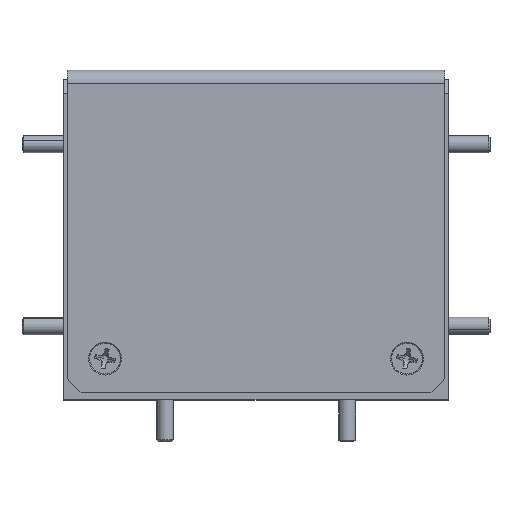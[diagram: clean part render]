
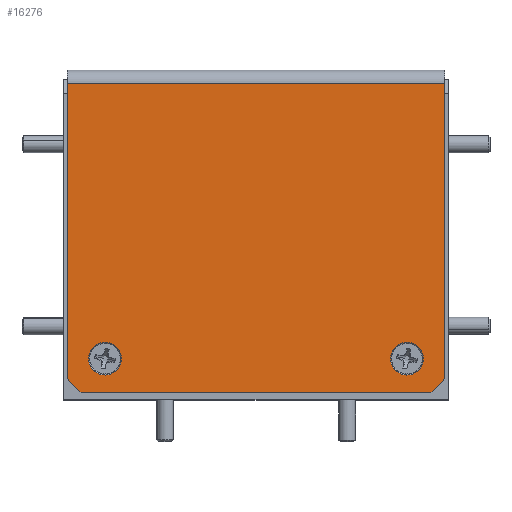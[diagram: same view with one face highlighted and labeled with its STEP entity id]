
A CAD part, top view. The second image highlights one B-rep face of the part: STEP entity #16276.
In plain terms, the highlighted planar face has unit normal (0, 0, 1).
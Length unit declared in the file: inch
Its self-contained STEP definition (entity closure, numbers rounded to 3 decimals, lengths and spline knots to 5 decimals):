
#131 = DIRECTION ( 'NONE',  ( 0., 0., 1. ) ) ;
#265 = AXIS2_PLACEMENT_3D ( 'NONE', #1851, #24312, #4008 ) ;
#419 = DIRECTION ( 'NONE',  ( 0., 0., 1. ) ) ;
#960 = CIRCLE ( 'NONE', #7055, 0.0595 ) ;
#977 = ORIENTED_EDGE ( 'NONE', *, *, #20315, .F. ) ;
#1388 = ORIENTED_EDGE ( 'NONE', *, *, #19791, .T. ) ;
#1561 = VECTOR ( 'NONE', #23277, 39.37008 ) ;
#1687 = AXIS2_PLACEMENT_3D ( 'NONE', #24610, #22731, #8108 ) ;
#1851 = CARTESIAN_POINT ( 'NONE',  ( 0.55, -0.43368, 1.165 ) ) ;
#2116 = DIRECTION ( 'NONE',  ( -1., 0., 0. ) ) ;
#2360 = DIRECTION ( 'NONE',  ( -1., 0., 0. ) ) ;
#2553 = VECTOR ( 'NONE', #2116, 39.37008 ) ;
#2874 = FACE_OUTER_BOUND ( 'NONE', #8872, .T. ) ;
#2998 = DIRECTION ( 'NONE',  ( 0.707, -0.707, 0. ) ) ;
#3375 = VERTEX_POINT ( 'NONE', #11938 ) ;
#3566 = EDGE_CURVE ( 'NONE', #3375, #16761, #17354, .T. ) ;
#4008 = DIRECTION ( 'NONE',  ( -1., 0., 0. ) ) ;
#4157 = LINE ( 'NONE', #8853, #1561 ) ;
#4401 = ORIENTED_EDGE ( 'NONE', *, *, #21140, .T. ) ;
#4530 = CARTESIAN_POINT ( 'NONE',  ( -0.4905, -0.43368, 1.165 ) ) ;
#4689 = DIRECTION ( 'NONE',  ( 0., 1., 0. ) ) ;
#4891 = CARTESIAN_POINT ( 'NONE',  ( 0.6875, 0.5675, 1.165 ) ) ;
#5828 = ORIENTED_EDGE ( 'NONE', *, *, #11861, .F. ) ;
#6503 = LINE ( 'NONE', #11519, #15457 ) ;
#6614 = VECTOR ( 'NONE', #2998, 39.37008 ) ;
#6668 = ORIENTED_EDGE ( 'NONE', *, *, #21553, .T. ) ;
#7043 = AXIS2_PLACEMENT_3D ( 'NONE', #18621, #419, #16712 ) ;
#7055 = AXIS2_PLACEMENT_3D ( 'NONE', #18693, #131, #2360 ) ;
#7598 = CARTESIAN_POINT ( 'NONE',  ( -0.6875, 0.6175, 1.165 ) ) ;
#7634 = CIRCLE ( 'NONE', #7043, 0.0595 ) ;
#7752 = CARTESIAN_POINT ( 'NONE',  ( -0.6875, -0.5075, 1.165 ) ) ;
#8031 = ORIENTED_EDGE ( 'NONE', *, *, #19039, .T. ) ;
#8108 = DIRECTION ( 'NONE',  ( 1., 0., 0. ) ) ;
#8242 = ORIENTED_EDGE ( 'NONE', *, *, #12010, .T. ) ;
#8725 = EDGE_CURVE ( 'NONE', #11957, #20373, #22314, .T. ) ;
#8853 = CARTESIAN_POINT ( 'NONE',  ( 0.6375, -0.5575, 1.165 ) ) ;
#8872 = EDGE_LOOP ( 'NONE', ( #8031, #8242, #6668, #1388, #977, #4401 ) ) ;
#9158 = VERTEX_POINT ( 'NONE', #20840 ) ;
#9908 = PLANE ( 'NONE',  #1687 ) ;
#10028 = DIRECTION ( 'NONE',  ( -1., 0., 0. ) ) ;
#10499 = CARTESIAN_POINT ( 'NONE',  ( -0.6875, 0.5675, 1.165 ) ) ;
#10534 = CARTESIAN_POINT ( 'NONE',  ( 0.6875, 0.6175, 1.165 ) ) ;
#11519 = CARTESIAN_POINT ( 'NONE',  ( -0.6875, -0.5575, 1.165 ) ) ;
#11861 = EDGE_CURVE ( 'NONE', #20373, #11957, #960, .T. ) ;
#11938 = CARTESIAN_POINT ( 'NONE',  ( 0.4905, -0.43368, 1.165 ) ) ;
#11957 = VERTEX_POINT ( 'NONE', #4530 ) ;
#12010 = EDGE_CURVE ( 'NONE', #23762, #9158, #4157, .T. ) ;
#12177 = VERTEX_POINT ( 'NONE', #25539 ) ;
#12508 = FACE_BOUND ( 'NONE', #18009, .T. ) ;
#12769 = ORIENTED_EDGE ( 'NONE', *, *, #20385, .F. ) ;
#12899 = VERTEX_POINT ( 'NONE', #26648 ) ;
#13378 = LINE ( 'NONE', #7598, #15310 ) ;
#13534 = ORIENTED_EDGE ( 'NONE', *, *, #3566, .F. ) ;
#14875 = CARTESIAN_POINT ( 'NONE',  ( 0.6095, -0.43368, 1.165 ) ) ;
#14938 = LINE ( 'NONE', #23195, #6614 ) ;
#15310 = VECTOR ( 'NONE', #16427, 39.37008 ) ;
#15457 = VECTOR ( 'NONE', #18039, 39.37008 ) ;
#16252 = VERTEX_POINT ( 'NONE', #7752 ) ;
#16276 = ADVANCED_FACE ( 'NONE', ( #17951, #12508, #2874 ), #9908, .F. ) ;
#16427 = DIRECTION ( 'NONE',  ( 0., 1., 0. ) ) ;
#16712 = DIRECTION ( 'NONE',  ( -1., 0., 0. ) ) ;
#16761 = VERTEX_POINT ( 'NONE', #14875 ) ;
#17354 = CIRCLE ( 'NONE', #265, 0.0595 ) ;
#17951 = FACE_BOUND ( 'NONE', #23373, .T. ) ;
#18009 = EDGE_LOOP ( 'NONE', ( #5828, #25909 ) ) ;
#18039 = DIRECTION ( 'NONE',  ( 1., 0., 0. ) ) ;
#18621 = CARTESIAN_POINT ( 'NONE',  ( 0.55, -0.43368, 1.165 ) ) ;
#18693 = CARTESIAN_POINT ( 'NONE',  ( -0.55, -0.43368, 1.165 ) ) ;
#18697 = AXIS2_PLACEMENT_3D ( 'NONE', #24020, #22236, #10028 ) ;
#19039 = EDGE_CURVE ( 'NONE', #12899, #23762, #6503, .T. ) ;
#19791 = EDGE_CURVE ( 'NONE', #20500, #12177, #25047, .T. ) ;
#20315 = EDGE_CURVE ( 'NONE', #16252, #12177, #13378, .T. ) ;
#20373 = VERTEX_POINT ( 'NONE', #22599 ) ;
#20385 = EDGE_CURVE ( 'NONE', #16761, #3375, #7634, .T. ) ;
#20500 = VERTEX_POINT ( 'NONE', #4891 ) ;
#20840 = CARTESIAN_POINT ( 'NONE',  ( 0.6875, -0.5075, 1.165 ) ) ;
#21140 = EDGE_CURVE ( 'NONE', #16252, #12899, #14938, .T. ) ;
#21553 = EDGE_CURVE ( 'NONE', #9158, #20500, #26217, .T. ) ;
#22236 = DIRECTION ( 'NONE',  ( 0., 0., 1. ) ) ;
#22314 = CIRCLE ( 'NONE', #18697, 0.0595 ) ;
#22599 = CARTESIAN_POINT ( 'NONE',  ( -0.6095, -0.43368, 1.165 ) ) ;
#22731 = DIRECTION ( 'NONE',  ( 0., 0., -1. ) ) ;
#23195 = CARTESIAN_POINT ( 'NONE',  ( -0.6875, -0.5075, 1.165 ) ) ;
#23277 = DIRECTION ( 'NONE',  ( 0.707, 0.707, 0. ) ) ;
#23373 = EDGE_LOOP ( 'NONE', ( #13534, #12769 ) ) ;
#23762 = VERTEX_POINT ( 'NONE', #25314 ) ;
#24020 = CARTESIAN_POINT ( 'NONE',  ( -0.55, -0.43368, 1.165 ) ) ;
#24312 = DIRECTION ( 'NONE',  ( 0., 0., 1. ) ) ;
#24610 = CARTESIAN_POINT ( 'NONE',  ( -0.6875, 0.6175, 1.165 ) ) ;
#25047 = LINE ( 'NONE', #10499, #2553 ) ;
#25314 = CARTESIAN_POINT ( 'NONE',  ( 0.6375, -0.5575, 1.165 ) ) ;
#25539 = CARTESIAN_POINT ( 'NONE',  ( -0.6875, 0.5675, 1.165 ) ) ;
#25909 = ORIENTED_EDGE ( 'NONE', *, *, #8725, .F. ) ;
#26217 = LINE ( 'NONE', #10534, #26531 ) ;
#26531 = VECTOR ( 'NONE', #4689, 39.37008 ) ;
#26648 = CARTESIAN_POINT ( 'NONE',  ( -0.6375, -0.5575, 1.165 ) ) ;
